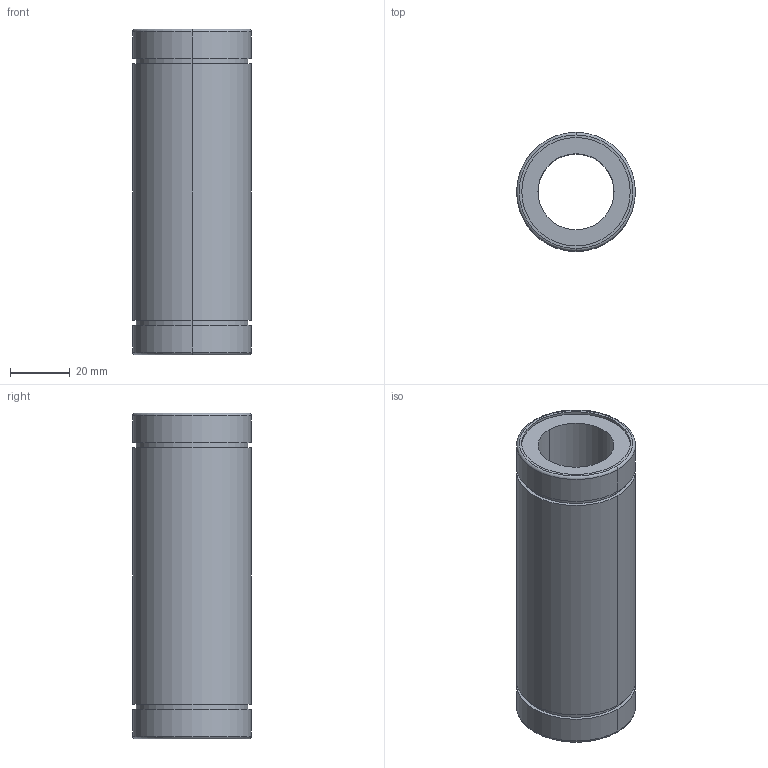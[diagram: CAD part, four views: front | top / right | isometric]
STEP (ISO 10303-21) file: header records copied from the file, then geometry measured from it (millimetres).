
FILE_DESCRIPTION (( 'STEP AP214' ), '1' );
FILE_NAME ('BallBearing_46A7A0F40D.step', '2023-01-18T17:16:47', ( '' ), ( '' ), 'SwSTEP 2.0', 'SolidWorks 2019', '' );
FILE_SCHEMA (( 'AUTOMOTIVE_DESIGN' ));
Length unit declared in the file: inch
Products named in the file (3): 7eHPsp2KaH_CADModel_0; BallBearing_46A7A0F40D
Assembly tree (1 placements, depth 2):
  BallBearing_46A7A0F40D
    7eHPsp2KaH_CADModel_0
  7eHPsp2KaH_CADModel_0
Bounding box: 39.69 x 39.69 x 108.75 mm (x, y, z)
Volume: 77983 mm3; surface area: 24213 mm2
Topology: 1 solids, 1 shells, 28 faces, 56 edges, 36 vertices
Faces by surface type: cylinder 16, plane 8, torus 4
Entity records: 1205 total; most frequent: DIRECTION 162, CARTESIAN_POINT 125, ORIENTED_EDGE 112, AXIS2_PLACEMENT_3D 73, EDGE_CURVE 56, CIRCLE 40, EDGE_LOOP 36, VERTEX_POINT 36
